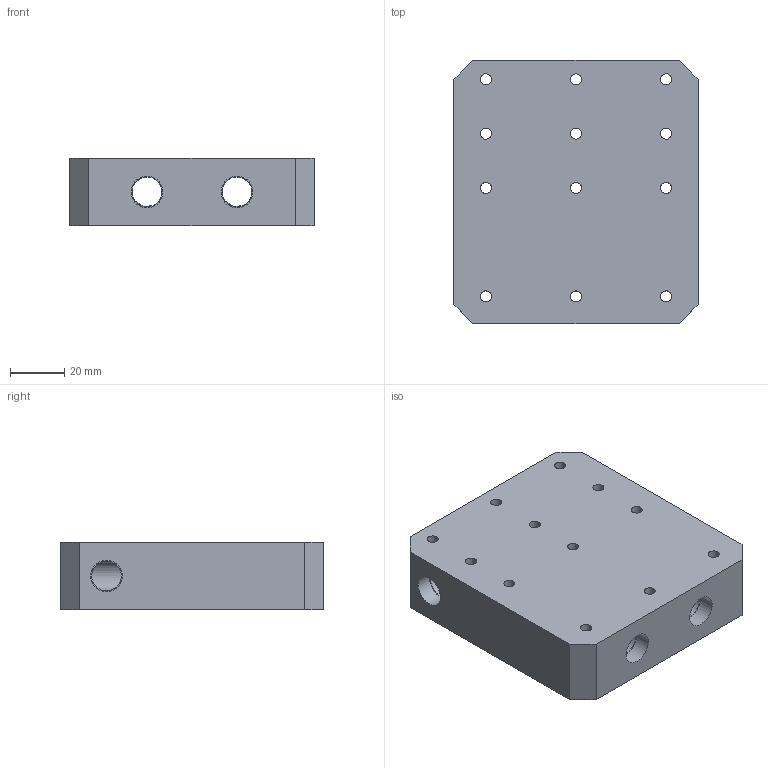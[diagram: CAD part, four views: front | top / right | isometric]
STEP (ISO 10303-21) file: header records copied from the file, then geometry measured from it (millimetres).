
FILE_DESCRIPTION(/* description */ (''),/* implementation_level */ '2;1');
FILE_NAME(/* name */ 'Waterblock Connector Quad v15.step',/* time_stamp */ '2019-07-18T20:40:40+09:00',/* author */ (''),/* organization */ (''),/* preprocessor_version */ 'ST-DEVELOPER v18',/* originating_system */ 'Autodesk Translation Framework v8.2.0.1029',/* authorisation */ '');
FILE_SCHEMA (('AUTOMOTIVE_DESIGN { 1 0 10303 214 3 1 1 }'));
Length unit declared in the file: millimetre
Products named in the file (1): Waterblock Connector Quad
Bounding box: 90 x 97 x 25 mm (x, y, z)
Volume: 182063.2 mm3; surface area: 41341.5 mm2
Topology: 1 solids, 1 shells, 190 faces, 499 edges, 334 vertices
Faces by surface type: plane 108, cylinder 82
Full cylindrical faces by diameter (mm): 4.1 x12, 7 x12, 11 x4, 11.668 x6
Entity records: 6073 total; most frequent: DIRECTION 1083, CARTESIAN_POINT 1024, ORIENTED_EDGE 998, EDGE_CURVE 499, AXIS2_PLACEMENT_3D 393, VERTEX_POINT 334, LINE 297, VECTOR 297
